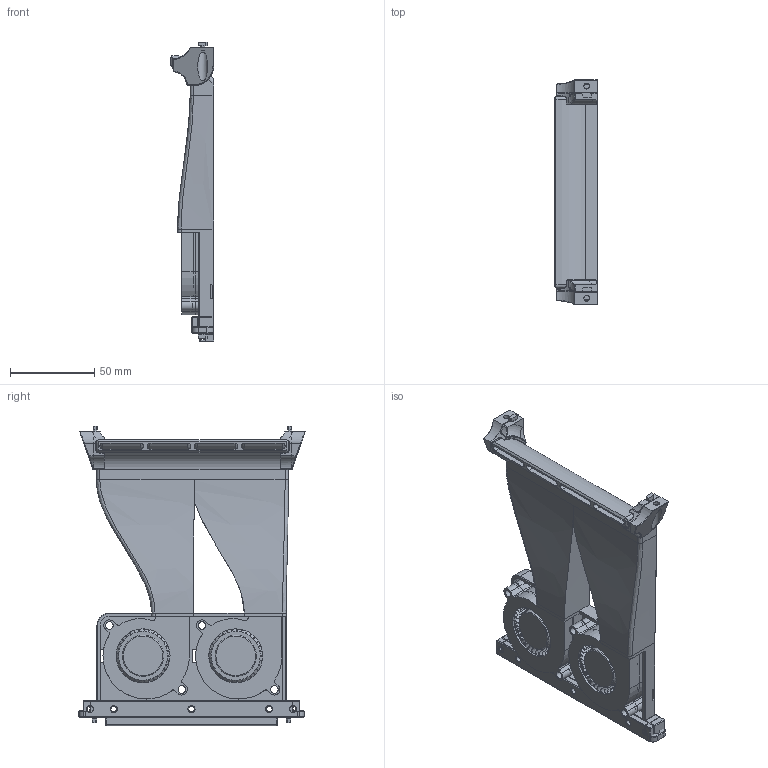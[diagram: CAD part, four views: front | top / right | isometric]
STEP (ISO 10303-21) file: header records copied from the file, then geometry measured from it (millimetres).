
FILE_DESCRIPTION(/* description */ (''),/* implementation_level */ '2;1');
FILE_NAME(/* name */ 'Dual_5015_R1 v8.step',/* time_stamp */ '2024-04-07T15:14:23+02:00',/* author */ (''),/* organization */ (''),/* preprocessor_version */ 'ST-DEVELOPER v20',/* originating_system */ 'Autodesk Translation Framework v12.20.1.177',/* authorisation */ '');
FILE_SCHEMA (('AUTOMOTIVE_DESIGN { 1 0 10303 214 3 1 1 }'));
Length unit declared in the file: millimetre
Products named in the file (15): Dual_5015_R1; Dual_5015_Unibody; BrimBlocker; Supports; 5015 Blower Fan; Dual_5015_Screw_Mounts; Dual_5015_ScrewMount_Bottom; Dual_5015_ScrewMount_Top_Right; Dual_5015_ScrewMount_Top_Left; Dual_5015_Twist_Mounts; Dual_5015_TwistMount_Bottom_Bar; Dual_5015_TwistMount_Bottom_Left; Dual_5015_TwistMount_Top_Right; Dual_5015_TwistMount_Bottom_Right; Dual_5015_TwistMount_Top_Left
Assembly tree (15 placements, depth 3):
  Dual_5015_R1
    5015 Blower Fan  x2
    Dual_5015_Unibody
      BrimBlocker
      Supports
    Dual_5015_Screw_Mounts
      Dual_5015_ScrewMount_Bottom
      Dual_5015_ScrewMount_Top_Right
      Dual_5015_ScrewMount_Top_Left
    Dual_5015_Twist_Mounts
      Dual_5015_TwistMount_Bottom_Bar
      Dual_5015_TwistMount_Bottom_Left
      Dual_5015_TwistMount_Top_Right
      Dual_5015_TwistMount_Bottom_Right
      Dual_5015_TwistMount_Top_Left
Bounding box: 25.75 x 134.32 x 178.1 mm (x, y, z)
Volume: 127941.9 mm3; surface area: 130193.2 mm2
Topology: 20 solids, 20 shells, 1853 faces, 4719 edges, 2925 vertices
Faces by surface type: plane 1069, cylinder 466, cone 150, bspline 124, torus 44
Full cylindrical faces by diameter (mm): 3.4 x17, 4.5 x8, 4.7 x9, 5 x2, 5.65 x4, 6 x2, 22.8 x2, 24.5 x2, 32 x2
Entity records: 48489 total; most frequent: CARTESIAN_POINT 12448, ORIENTED_EDGE 7578, DIRECTION 7119, EDGE_CURVE 3789, LINE 2519, VECTOR 2519, VERTEX_POINT 2328, AXIS2_PLACEMENT_3D 2300
